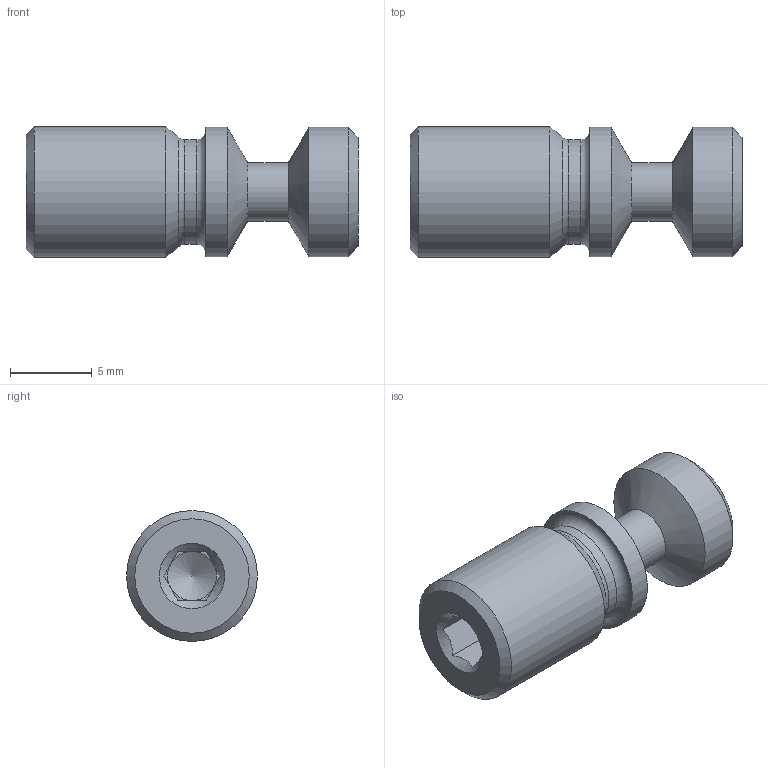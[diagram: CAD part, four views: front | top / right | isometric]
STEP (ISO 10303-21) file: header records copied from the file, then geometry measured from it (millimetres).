
FILE_DESCRIPTION (( 'STEP AP214' ), '1' );
FILE_NAME ('WCE.ER4.101.004.STEP', '2020-09-23T07:29:04', ( '' ), ( '' ), 'SwSTEP 2.0', 'SolidWorks 2017', '' );
FILE_SCHEMA (( 'AUTOMOTIVE_DESIGN' ));
Length unit declared in the file: millimetre
Products named in the file (1): WCE.ER4.101.004
Bounding box: 20.3 x 8 x 8 mm (x, y, z)
Volume: 780.4 mm3; surface area: 632.3 mm2
Topology: 1 solids, 1 shells, 29 faces, 61 edges, 35 vertices
Faces by surface type: plane 15, cone 7, cylinder 5, torus 2
Full cylindrical faces by diameter (mm): 3.55 x1, 6.4 x1, 7.9 x2, 8 x1
Entity records: 747 total; most frequent: CARTESIAN_POINT 150, DIRECTION 120, ORIENTED_EDGE 90, AXIS2_PLACEMENT_3D 51, EDGE_CURVE 45, EDGE_LOOP 44, FACE_OUTER_BOUND 36, VERTEX_POINT 33
